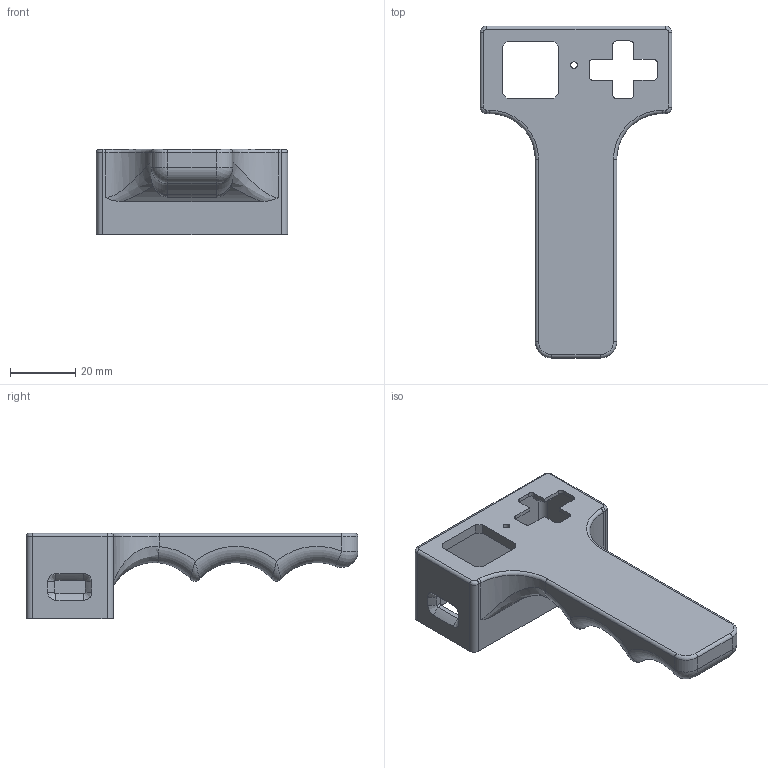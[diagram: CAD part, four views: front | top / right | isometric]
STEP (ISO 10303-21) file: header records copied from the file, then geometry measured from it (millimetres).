
FILE_DESCRIPTION(/* description */ (''),/* implementation_level */ '2;1');
FILE_NAME(/* name */ 'Body Top.step',/* time_stamp */ '2023-01-31T18:46:34-05:00',/* author */ (''),/* organization */ (''),/* preprocessor_version */ 'ST-DEVELOPER v19.2',/* originating_system */ 'Autodesk Translation Framework v11.17.0.187',/* authorisation */ '');
FILE_SCHEMA (('AUTOMOTIVE_DESIGN { 1 0 10303 214 3 1 1 }'));
Length unit declared in the file: millimetre
Products named in the file (1): Body Top
Bounding box: 58.8 x 101.86 x 26.2 mm (x, y, z)
Volume: 29827 mm3; surface area: 15610.5 mm2
Topology: 1 solids, 1 shells, 135 faces, 350 edges, 216 vertices
Faces by surface type: plane 60, cylinder 45, bspline 18, torus 10, sphere 2
Full cylindrical faces by diameter (mm): 2 x1
Entity records: 5025 total; most frequent: CARTESIAN_POINT 1754, ORIENTED_EDGE 692, DIRECTION 650, EDGE_CURVE 346, AXIS2_PLACEMENT_3D 224, VERTEX_POINT 216, LINE 202, VECTOR 202
